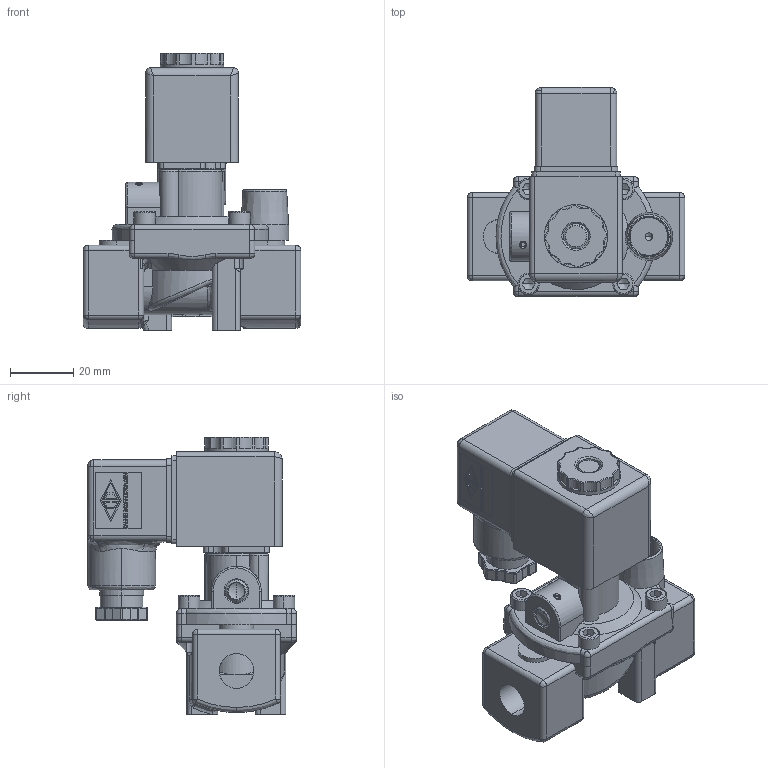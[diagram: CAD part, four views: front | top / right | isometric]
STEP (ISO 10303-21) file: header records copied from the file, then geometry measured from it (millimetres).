
FILE_DESCRIPTION (( 'STEP AP214' ), '1' );
FILE_NAME ('DVD-2AC2A-24D.step', '2016-04-27T15:55:05', ( '' ), ( '' ), 'SwSTEP 2.0', 'SolidWorks 2015', '' );
FILE_SCHEMA (( 'AUTOMOTIVE_DESIGN' ));
Length unit declared in the file: inch
Products named in the file (1): DVD-2AC2A-24D
Bounding box: 69.09 x 66.29 x 88.19 mm (x, y, z)
Volume: 96416.8 mm3; surface area: 41232.1 mm2
Topology: 1 solids, 1 shells, 1779 faces, 4678 edges, 2933 vertices
Faces by surface type: plane 848, bspline 458, cylinder 363, cone 104, torus 6
Entity records: 92580 total; most frequent: CARTESIAN_POINT 29036, ORIENTED_EDGE 9182, DIRECTION 7286, EDGE_CURVE 4591, VERTEX_POINT 2933, VECTOR 2656, LINE 2656, AXIS2_PLACEMENT_3D 2315
